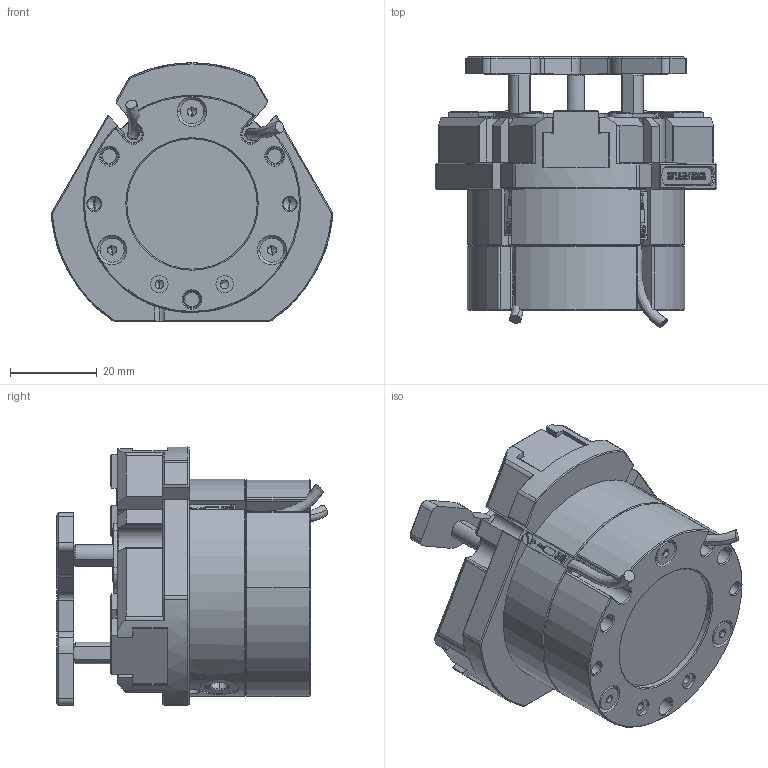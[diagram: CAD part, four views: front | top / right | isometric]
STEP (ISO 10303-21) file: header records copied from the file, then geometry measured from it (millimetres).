
FILE_DESCRIPTION (( 'STEP AP203' ), '1' );
FILE_NAME ('FY-JGZ Plus-50-1-AS.STEP', '2023-11-16T06:37:52', ( 'User' ), ( 'Microsoft' ), 'SwSTEP 2.0', 'SolidWorks 2015', '' );
FILE_SCHEMA (( 'CONFIG_CONTROL_DESIGN' ));
Length unit declared in the file: millimetre
Products named in the file (14): hexagon socket countersunk head screws gb_GB_FASTENER_SCREWS_HSCHS M3X10-N; 棠俶羲壽4.0X15; 2.0; FY-JGZ Plus-50-1前盖; 芢蹋粟銅; FY-JGZ Plus-50-1芢蹋裝; FY-JGZ Plus-50-1-AS; FY-JGZ Plus-50-1芢蹋啣; FY-JGZ Plus-50-1賑輸; cross recessed countersunk head screws gb2_GB_CROSS_SCREWS_TYPE10 M2X5-3.8-H1-N; cross recessed countersunk head screws gb2_GB_CROSS_SCREWS_TYPE10 M3X8-6.35-H1-N; FY-JGZ Plus-50-1褲极; FY-JGZ Plus-50-1-IS綴裔
Assembly tree (28 placements, depth 2):
  FY-JGZ Plus-50-1-AS
    FY-JGZ Plus-50-1褲极
    FY-JGZ Plus-50-1-AS  x2
    棠俶羲壽4.0X15  x2
    FY-JGZ Plus-50-1前盖
    FY-JGZ Plus-50-1芢蹋裝  x3
    FY-JGZ Plus-50-1芢蹋啣
    FY-JGZ Plus-50-1賑輸  x3
    cross recessed countersunk head screws gb2_GB_CROSS_SCREWS_TYPE10 M2X5-3.8-H1-N  x6
    cross recessed countersunk head screws gb2_GB_CROSS_SCREWS_TYPE10 M3X8-6.35-H1-N  x3
    FY-JGZ Plus-50-1-IS綴裔
    hexagon socket countersunk head screws gb_GB_FASTENER_SCREWS_HSCHS M3X10-N  x3
    2.0
    芢蹋粟銅
Bounding box: 64.79 x 62.36 x 59.5 mm (x, y, z)
Volume: 95866.6 mm3; surface area: 37072.8 mm2
Topology: 28 solids, 40 shells, 3195 faces, 8305 edges, 5375 vertices
Faces by surface type: plane 1651, bspline 805, cylinder 401, cone 330, torus 6, sphere 2
Entity records: 106921 total; most frequent: CARTESIAN_POINT 53215, ORIENTED_EDGE 11796, DIRECTION 8668, EDGE_CURVE 5898, VERTEX_POINT 3842, VECTOR 3688, LINE 3688, EDGE_LOOP 2496
